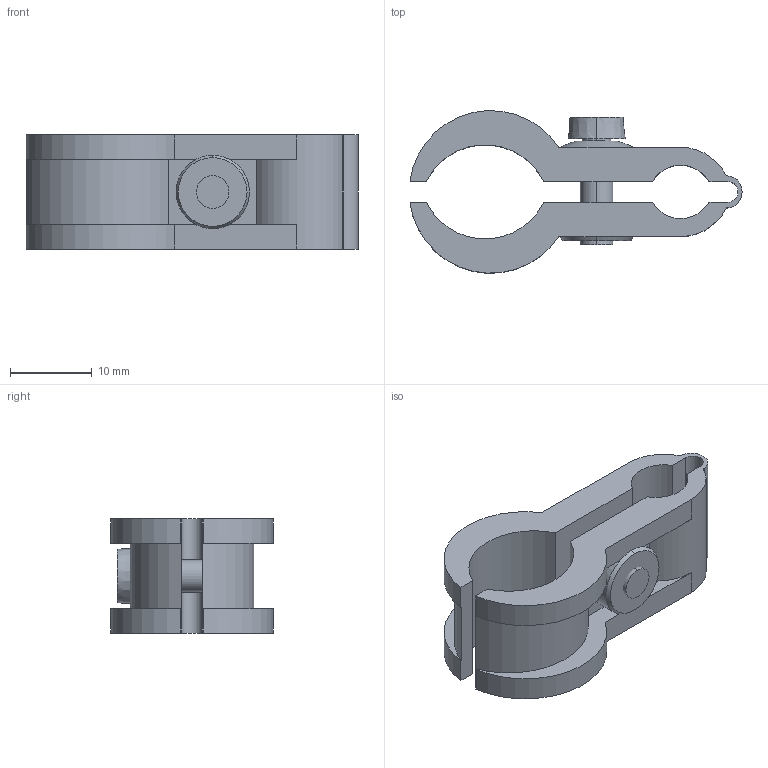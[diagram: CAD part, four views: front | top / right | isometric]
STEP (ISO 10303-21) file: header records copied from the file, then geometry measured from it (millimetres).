
FILE_DESCRIPTION (( 'STEP AP214' ), '1' );
FILE_NAME ('2305151.stp', '2021-03-26T12:20:01', ( '' ), ( '' ), 'SwSTEP 2.0', 'SolidWorks 2020', '' );
FILE_SCHEMA (( 'AUTOMOTIVE_DESIGN' ));
Length unit declared in the file: millimetre
Products named in the file (3): 2305151_T1_geschlossen; 2305151; 127536
Assembly tree (2 placements, depth 2):
  2305151
    2305151_T1_geschlossen
    127536
Bounding box: 40.72 x 19.93 x 14 mm (x, y, z)
Volume: 3637.2 mm3; surface area: 3973.7 mm2
Topology: 2 solids, 2 shells, 76 faces, 203 edges, 132 vertices
Faces by surface type: plane 41, cylinder 29, cone 4, sphere 2
Entity records: 2615 total; most frequent: DIRECTION 445, CARTESIAN_POINT 416, ORIENTED_EDGE 406, EDGE_CURVE 203, AXIS2_PLACEMENT_3D 161, VERTEX_POINT 132, LINE 123, VECTOR 123
